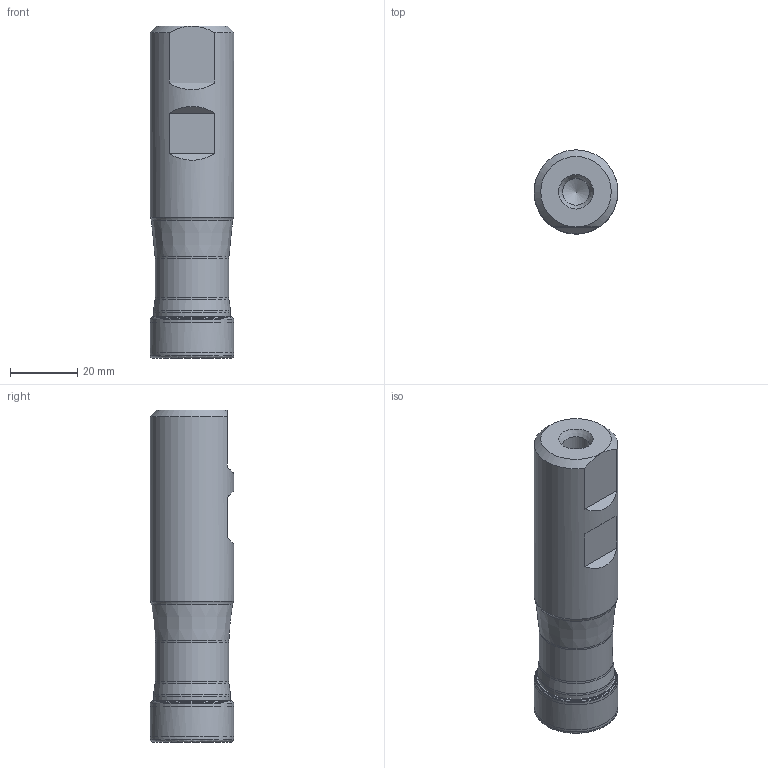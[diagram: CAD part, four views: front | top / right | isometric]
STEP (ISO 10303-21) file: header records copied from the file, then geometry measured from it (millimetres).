
FILE_DESCRIPTION(/* description */ (''),/* implementation_level */ '2;1');
FILE_NAME(/* name */ '25A2R042B25_SLN12_C_115009451ndi000_00_SIM.stp',/* time_stamp */ '2019-12-10T08:45:18+01:00',/* author */ (''),/* organization */ (''),/* preprocessor_version */ 'ST-DEVELOPER v16.7',/* originating_system */ 'SIEMENS PLM Software NX 12.0',/* authorisation */ '');
FILE_SCHEMA (('AUTOMOTIVE_DESIGN { 1 0 10303 214 3 1 1 1 }'));
Length unit declared in the file: millimetre
Products named in the file (1): wq703384B588aclf
Bounding box: 25 x 25 x 99 mm (x, y, z)
Volume: 45772.9 mm3; surface area: 11640 mm2
Topology: 2 solids, 2 shells, 59 faces, 130 edges, 74 vertices
Faces by surface type: revolution 36, plane 7, cone 6, torus 6, cylinder 4
Full cylindrical faces by diameter (mm): 8 x1, 21.971 x1, 22.971 x1, 25 x1
Entity records: 1577 total; most frequent: CARTESIAN_POINT 518, DIRECTION 195, ORIENTED_EDGE 130, EDGE_LOOP 111, FACE_BOUND 107, AXIS2_PLACEMENT_3D 76, EDGE_CURVE 65, VERTEX_POINT 62
